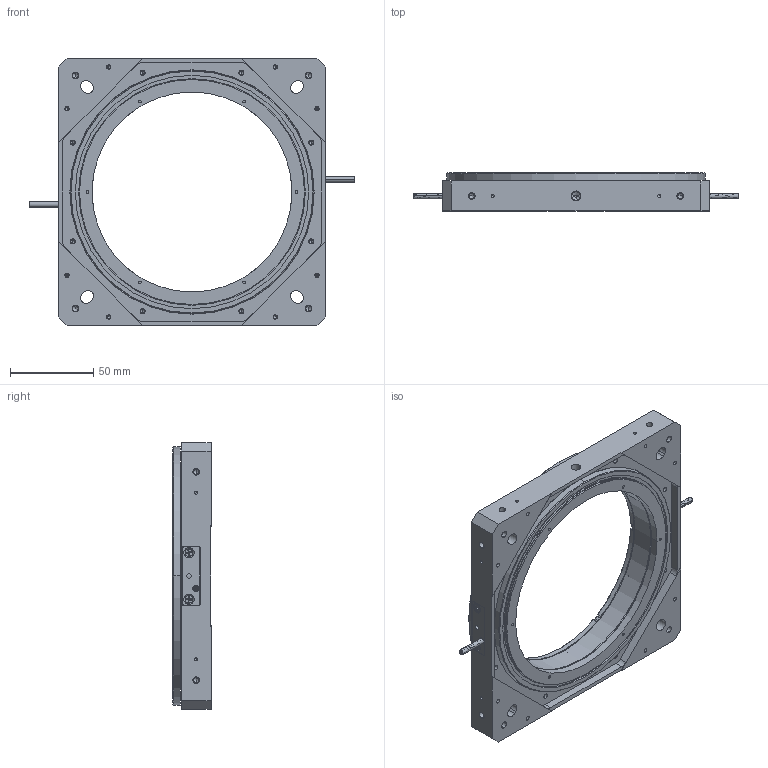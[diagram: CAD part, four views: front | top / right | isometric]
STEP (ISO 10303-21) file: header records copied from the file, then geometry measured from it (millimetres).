
FILE_DESCRIPTION (( 'STEP AP214' ), '1' );
FILE_NAME ('PR-160-1X00X.STEP', '2025-05-19T21:43:51', ( '' ), ( '' ), 'SwSTEP 2.0', 'SolidWorks 2023', '' );
FILE_SCHEMA (( 'AUTOMOTIVE_DESIGN' ));
Length unit declared in the file: inch
Products named in the file (10): 130253 Bearing, Radial Roller, 130x146x8mm, IKO CRBS1308C1_CRBS 130 Bearing; 430841 PR-160, Piezo, Rotor_Demo Model; Screw, SHCS-S, M-DIN._M2 x 0.4 x 05mm; 430838 PR-160, Piezo, Base_Default ; SCREW, MS-PFH, M-DIN_M2.5 x 0.45 x 08mm; 430840 PR-160, Piezo, Motor Cover; 430843 PR-160, Piezo, Rotor-Bearing Clamp, Open Loop_Bearing Rotor Clamp (No Encoder); 430839 PR-160, Piezo, Carriage; Cooner Black Cable_L20; PR-160-1X00X
Assembly tree (19 placements, depth 2):
  PR-160-1X00X
    430838 PR-160, Piezo, Base_Default 
    430840 PR-160, Piezo, Motor Cover  x2
    SCREW, MS-PFH, M-DIN_M2.5 x 0.45 x 08mm  x4
    130253 Bearing, Radial Roller, 130x146x8mm, IKO CRBS1308C1_CRBS 130 Bearing
    430841 PR-160, Piezo, Rotor_Demo Model
    430839 PR-160, Piezo, Carriage
    Screw, SHCS-S, M-DIN._M2 x 0.4 x 05mm  x6
    430843 PR-160, Piezo, Rotor-Bearing Clamp, Open Loop_Bearing Rotor Clamp (No Encoder)
    Cooner Black Cable_L20  x2
Bounding box: 195 x 23 x 160 mm (x, y, z)
Volume: 240928.6 mm3; surface area: 110704.1 mm2
Topology: 45 solids, 45 shells, 1038 faces, 2409 edges, 1487 vertices
Faces by surface type: cylinder 397, plane 354, cone 191, torus 48, bspline 48
Entity records: 66044 total; most frequent: CARTESIAN_POINT 48313, DIRECTION 3840, ORIENTED_EDGE 3346, EDGE_CURVE 1673, AXIS2_PLACEMENT_3D 1534, VERTEX_POINT 1083, EDGE_LOOP 918, CIRCLE 805
